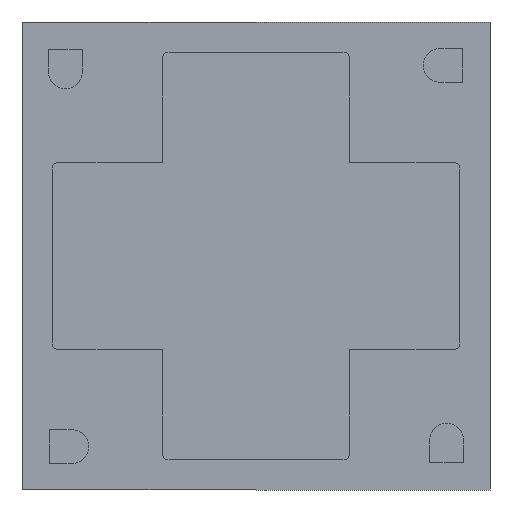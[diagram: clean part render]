
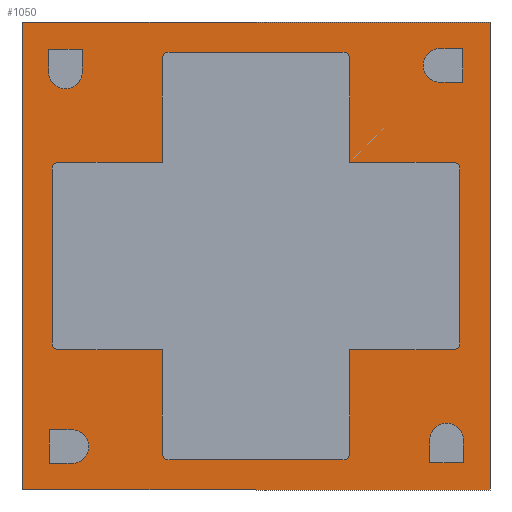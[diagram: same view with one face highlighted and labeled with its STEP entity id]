
A CAD part, front view. The second image highlights one B-rep face of the part: STEP entity #1050.
In plain terms, the highlighted planar face has unit normal (0, -1, 0).
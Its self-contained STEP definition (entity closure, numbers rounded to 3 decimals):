
#197 = VECTOR ( 'NONE', #1090, 1000. ) ;
#205 = VERTEX_POINT ( 'NONE', #1782 ) ;
#227 = DIRECTION ( 'NONE',  ( 0., 0., 1. ) ) ;
#238 = EDGE_CURVE ( 'NONE', #2348, #205, #1269, .T. ) ;
#271 = LINE ( 'NONE', #2665, #3724 ) ;
#283 = ORIENTED_EDGE ( 'NONE', *, *, #238, .F. ) ;
#447 = VECTOR ( 'NONE', #227, 1000. ) ;
#581 = LINE ( 'NONE', #1002, #3751 ) ;
#962 = VERTEX_POINT ( 'NONE', #2493 ) ;
#1002 = CARTESIAN_POINT ( 'NONE',  ( 3.5, 0., 3.5 ) ) ;
#1014 = VERTEX_POINT ( 'NONE', #1940 ) ;
#1050 = ADVANCED_FACE ( 'NONE', ( #2262 ), #1909, .F. ) ;
#1090 = DIRECTION ( 'NONE',  ( 0., 0., -1. ) ) ;
#1142 = AXIS2_PLACEMENT_3D ( 'NONE', #3381, #1884, #3463 ) ;
#1259 = ORIENTED_EDGE ( 'NONE', *, *, #3862, .F. ) ;
#1269 = LINE ( 'NONE', #2354, #447 ) ;
#1407 = CARTESIAN_POINT ( 'NONE',  ( 3.5, 0., 3.5 ) ) ;
#1782 = CARTESIAN_POINT ( 'NONE',  ( -3.5, 0., 3.5 ) ) ;
#1806 = EDGE_LOOP ( 'NONE', ( #283, #2790, #3081, #1259 ) ) ;
#1884 = DIRECTION ( 'NONE',  ( 0., 1., 0. ) ) ;
#1909 = PLANE ( 'NONE',  #1142 ) ;
#1940 = CARTESIAN_POINT ( 'NONE',  ( 3.5, 0., -3.5 ) ) ;
#2262 = FACE_OUTER_BOUND ( 'NONE', #1806, .T. ) ;
#2348 = VERTEX_POINT ( 'NONE', #2929 ) ;
#2354 = CARTESIAN_POINT ( 'NONE',  ( -3.5, 0., 3.5 ) ) ;
#2493 = CARTESIAN_POINT ( 'NONE',  ( 3.5, 0., 3.5 ) ) ;
#2601 = EDGE_CURVE ( 'NONE', #1014, #2348, #271, .T. ) ;
#2665 = CARTESIAN_POINT ( 'NONE',  ( 3.5, 0., -3.5 ) ) ;
#2790 = ORIENTED_EDGE ( 'NONE', *, *, #2601, .F. ) ;
#2929 = CARTESIAN_POINT ( 'NONE',  ( -3.5, 0., -3.5 ) ) ;
#3081 = ORIENTED_EDGE ( 'NONE', *, *, #3706, .F. ) ;
#3381 = CARTESIAN_POINT ( 'NONE',  ( 0., 0., 0. ) ) ;
#3463 = DIRECTION ( 'NONE',  ( 0., 0., 1. ) ) ;
#3576 = DIRECTION ( 'NONE',  ( -1., 0., 0. ) ) ;
#3604 = LINE ( 'NONE', #1407, #197 ) ;
#3706 = EDGE_CURVE ( 'NONE', #962, #1014, #3604, .T. ) ;
#3724 = VECTOR ( 'NONE', #3576, 1000. ) ;
#3749 = DIRECTION ( 'NONE',  ( 1., 0., 0. ) ) ;
#3751 = VECTOR ( 'NONE', #3749, 1000. ) ;
#3862 = EDGE_CURVE ( 'NONE', #205, #962, #581, .T. ) ;
